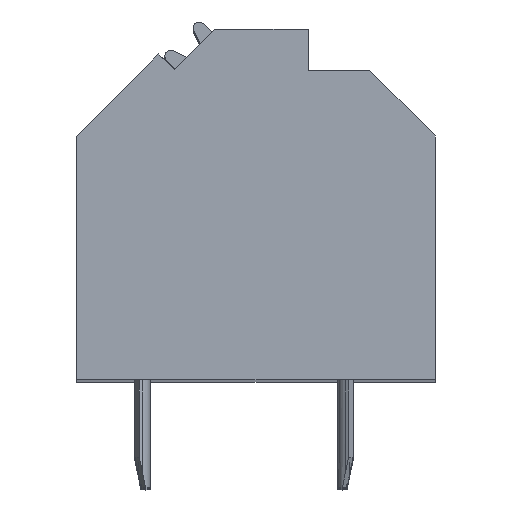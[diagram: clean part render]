
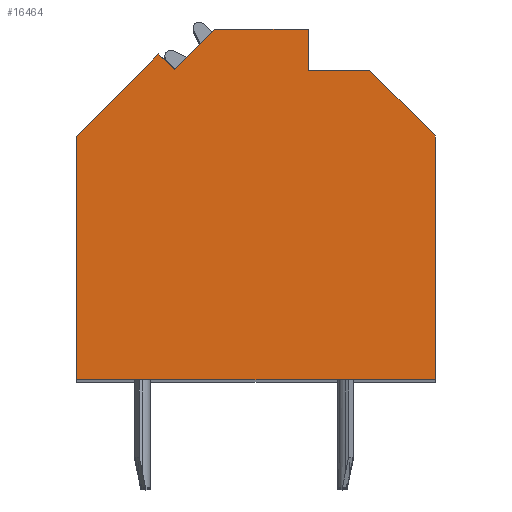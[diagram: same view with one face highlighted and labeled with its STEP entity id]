
A CAD part, top view. The second image highlights one B-rep face of the part: STEP entity #16464.
In plain terms, the highlighted planar face has unit normal (0, 0, 1).
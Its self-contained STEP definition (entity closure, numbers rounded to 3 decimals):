
#5113=DIRECTION('',(-0.707,-0.707,0.));
#5114=VECTOR('',#5113,1.897);
#5115=CARTESIAN_POINT('',(-1.39,5.718,49.125));
#5116=LINE('',#5115,#5114);
#5117=DIRECTION('',(-1.,0.,0.));
#5118=VECTOR('',#5117,3.14);
#5119=CARTESIAN_POINT('',(1.75,5.718,49.125));
#5120=LINE('',#5119,#5118);
#5121=DIRECTION('',(0.,1.,0.));
#5122=VECTOR('',#5121,1.368);
#5123=CARTESIAN_POINT('',(1.75,4.35,49.125));
#5124=LINE('',#5123,#5122);
#5125=DIRECTION('',(-1.,0.,0.));
#5126=VECTOR('',#5125,2.05);
#5127=CARTESIAN_POINT('',(3.8,4.35,49.125));
#5128=LINE('',#5127,#5126);
#5129=DIRECTION('',(-0.707,0.707,0.));
#5130=VECTOR('',#5129,3.111);
#5131=CARTESIAN_POINT('',(6.,2.15,49.125));
#5132=LINE('',#5131,#5130);
#5133=DIRECTION('',(0.,1.,0.));
#5134=VECTOR('',#5133,8.15);
#5135=CARTESIAN_POINT('',(6.,-6.,49.125));
#5136=LINE('',#5135,#5134);
#5137=DIRECTION('',(1.,0.,0.));
#5138=VECTOR('',#5137,12.);
#5139=CARTESIAN_POINT('',(-6.,-6.,49.125));
#5140=LINE('',#5139,#5138);
#5141=DIRECTION('',(0.,-1.,0.));
#5142=VECTOR('',#5141,8.14);
#5143=CARTESIAN_POINT('',(-6.,2.14,49.125));
#5144=LINE('',#5143,#5142);
#5145=DIRECTION('',(-0.707,-0.707,0.));
#5146=VECTOR('',#5145,3.892);
#5147=CARTESIAN_POINT('',(-3.248,4.892,49.125));
#5148=LINE('',#5147,#5146);
#5149=DIRECTION('',(-0.707,0.707,0.));
#5150=VECTOR('',#5149,0.73);
#5151=CARTESIAN_POINT('',(-2.732,4.376,49.125));
#5152=LINE('',#5151,#5150);
#7665=CARTESIAN_POINT('',(-1.39,5.718,49.125));
#7666=CARTESIAN_POINT('',(-2.732,4.376,49.125));
#7667=VERTEX_POINT('',#7665);
#7668=VERTEX_POINT('',#7666);
#7669=CARTESIAN_POINT('',(-3.248,4.892,49.125));
#7670=VERTEX_POINT('',#7669);
#7671=CARTESIAN_POINT('',(-6.,2.14,49.125));
#7672=VERTEX_POINT('',#7671);
#7673=CARTESIAN_POINT('',(-6.,-6.,49.125));
#7674=VERTEX_POINT('',#7673);
#7675=CARTESIAN_POINT('',(6.,-6.,49.125));
#7676=VERTEX_POINT('',#7675);
#7677=CARTESIAN_POINT('',(6.,2.15,49.125));
#7678=VERTEX_POINT('',#7677);
#7679=CARTESIAN_POINT('',(3.8,4.35,49.125));
#7680=VERTEX_POINT('',#7679);
#7681=CARTESIAN_POINT('',(1.75,4.35,49.125));
#7682=VERTEX_POINT('',#7681);
#7683=CARTESIAN_POINT('',(1.75,5.718,49.125));
#7684=VERTEX_POINT('',#7683);
#16447=CARTESIAN_POINT('',(0.,0.,49.125));
#16448=DIRECTION('',(0.,0.,1.));
#16449=DIRECTION('',(1.,0.,0.));
#16450=AXIS2_PLACEMENT_3D('',#16447,#16448,#16449);
#16451=PLANE('',#16450);
#16452=ORIENTED_EDGE('',*,*,#10373,.F.);
#16453=ORIENTED_EDGE('',*,*,#12974,.F.);
#16454=ORIENTED_EDGE('',*,*,#12988,.F.);
#16455=ORIENTED_EDGE('',*,*,#13002,.F.);
#16456=ORIENTED_EDGE('',*,*,#13016,.F.);
#16457=ORIENTED_EDGE('',*,*,#13030,.F.);
#16458=ORIENTED_EDGE('',*,*,#13044,.F.);
#16459=ORIENTED_EDGE('',*,*,#13529,.F.);
#16460=ORIENTED_EDGE('',*,*,#13965,.F.);
#16461=ORIENTED_EDGE('',*,*,#10072,.F.);
#16462=EDGE_LOOP('',(#16452,#16453,#16454,#16455,#16456,#16457,#16458,#16459,
#16460,#16461));
#16463=FACE_OUTER_BOUND('',#16462,.F.);
#10072=EDGE_CURVE('',#7668,#7670,#5152,.T.);
#10373=EDGE_CURVE('',#7667,#7668,#5116,.T.);
#12974=EDGE_CURVE('',#7684,#7667,#5120,.T.);
#12988=EDGE_CURVE('',#7682,#7684,#5124,.T.);
#13002=EDGE_CURVE('',#7680,#7682,#5128,.T.);
#13016=EDGE_CURVE('',#7678,#7680,#5132,.T.);
#13030=EDGE_CURVE('',#7676,#7678,#5136,.T.);
#13044=EDGE_CURVE('',#7674,#7676,#5140,.T.);
#13529=EDGE_CURVE('',#7672,#7674,#5144,.T.);
#13965=EDGE_CURVE('',#7670,#7672,#5148,.T.);
#16464=ADVANCED_FACE('',(#16463),#16451,.T.);
